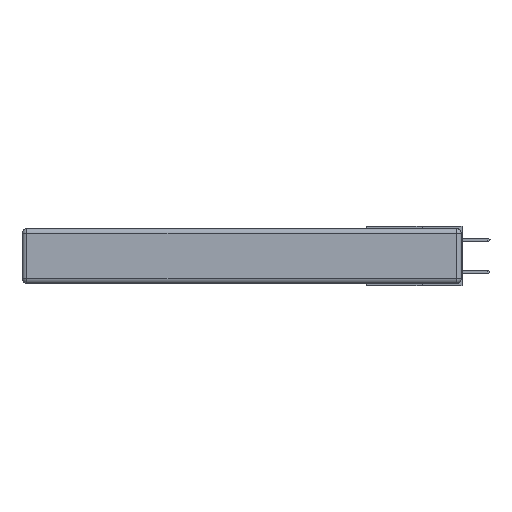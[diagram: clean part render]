
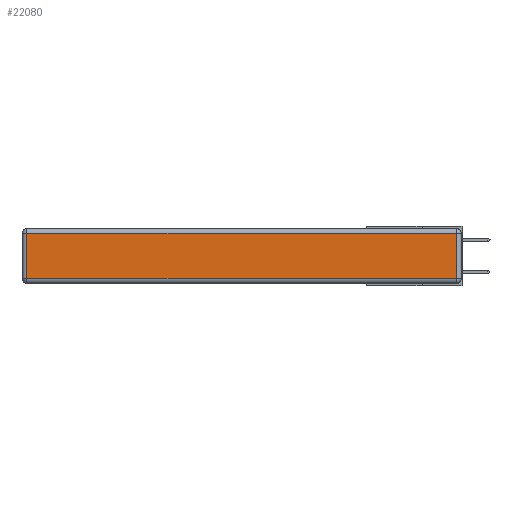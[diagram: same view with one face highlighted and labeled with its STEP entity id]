
A CAD part, left-side view. The second image highlights one B-rep face of the part: STEP entity #22080.
In plain terms, the highlighted planar face has unit normal (-1, 0, 0).
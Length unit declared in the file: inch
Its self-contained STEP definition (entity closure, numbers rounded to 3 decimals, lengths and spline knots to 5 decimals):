
#789 = VERTEX_POINT ( 'NONE', #16362 ) ;
#1057 = FACE_OUTER_BOUND ( 'NONE', #13613, .T. ) ;
#1582 = VECTOR ( 'NONE', #24646, 39.37008 ) ;
#2295 = LINE ( 'NONE', #3001, #11427 ) ;
#3001 = CARTESIAN_POINT ( 'NONE',  ( 0., 0.03, -0.343 ) ) ;
#3039 = VERTEX_POINT ( 'NONE', #20912 ) ;
#3184 = CARTESIAN_POINT ( 'NONE',  ( 0., 2.72, -0.03 ) ) ;
#4250 = CARTESIAN_POINT ( 'NONE',  ( 0., 2.75, -0.03 ) ) ;
#5872 = VECTOR ( 'NONE', #14744, 39.37008 ) ;
#6331 = CARTESIAN_POINT ( 'NONE',  ( 0., 0.03, -0.03 ) ) ;
#6943 = DIRECTION ( 'NONE',  ( 0., 0., 1. ) ) ;
#7143 = PLANE ( 'NONE',  #15762 ) ;
#8716 = ORIENTED_EDGE ( 'NONE', *, *, #24777, .T. ) ;
#9371 = ORIENTED_EDGE ( 'NONE', *, *, #24397, .T. ) ;
#10540 = CARTESIAN_POINT ( 'NONE',  ( 0., 0., -0.313 ) ) ;
#11427 = VECTOR ( 'NONE', #13021, 39.37008 ) ;
#11716 = LINE ( 'NONE', #22384, #1582 ) ;
#13021 = DIRECTION ( 'NONE',  ( 0., 0., 1. ) ) ;
#13613 = EDGE_LOOP ( 'NONE', ( #9371, #14795, #15553, #8716 ) ) ;
#14468 = LINE ( 'NONE', #4250, #16733 ) ;
#14744 = DIRECTION ( 'NONE',  ( 0., -1., 0. ) ) ;
#14770 = VERTEX_POINT ( 'NONE', #6331 ) ;
#14795 = ORIENTED_EDGE ( 'NONE', *, *, #24126, .T. ) ;
#15553 = ORIENTED_EDGE ( 'NONE', *, *, #19829, .T. ) ;
#15762 = AXIS2_PLACEMENT_3D ( 'NONE', #25585, #17361, #6943 ) ;
#16362 = CARTESIAN_POINT ( 'NONE',  ( 0., 0.03, -0.313 ) ) ;
#16668 = DIRECTION ( 'NONE',  ( 0., 1., 0. ) ) ;
#16733 = VECTOR ( 'NONE', #16668, 39.37008 ) ;
#17361 = DIRECTION ( 'NONE',  ( -1., 0., 0. ) ) ;
#19829 = EDGE_CURVE ( 'NONE', #14770, #24216, #14468, .T. ) ;
#20247 = LINE ( 'NONE', #10540, #5872 ) ;
#20912 = CARTESIAN_POINT ( 'NONE',  ( 0., 2.72, -0.313 ) ) ;
#22080 = ADVANCED_FACE ( 'NONE', ( #1057 ), #7143, .T. ) ;
#22384 = CARTESIAN_POINT ( 'NONE',  ( 0., 2.72, -0.343 ) ) ;
#24126 = EDGE_CURVE ( 'NONE', #789, #14770, #2295, .T. ) ;
#24216 = VERTEX_POINT ( 'NONE', #3184 ) ;
#24397 = EDGE_CURVE ( 'NONE', #3039, #789, #20247, .T. ) ;
#24646 = DIRECTION ( 'NONE',  ( 0., 0., -1. ) ) ;
#24777 = EDGE_CURVE ( 'NONE', #24216, #3039, #11716, .T. ) ;
#25585 = CARTESIAN_POINT ( 'NONE',  ( 0., 0., -0.343 ) ) ;
